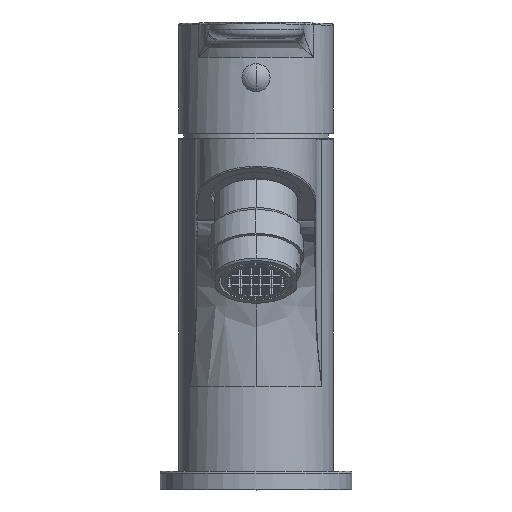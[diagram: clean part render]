
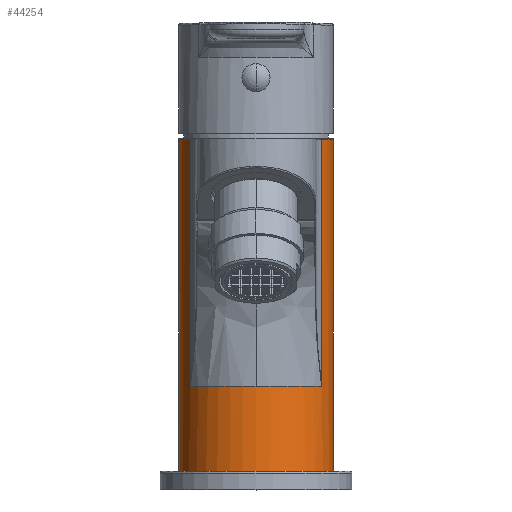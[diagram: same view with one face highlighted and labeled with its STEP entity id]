
A CAD part, top view. The second image highlights one B-rep face of the part: STEP entity #44254.
In plain terms, the highlighted cylindrical face has radius 21 mm (diameter 42 mm), a partial arc.
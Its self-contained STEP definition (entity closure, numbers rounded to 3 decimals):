
#4692=CARTESIAN_POINT('',(17.782,25.,11.171));
#4694=CARTESIAN_POINT('',(0.,25.,0.));
#4695=DIRECTION('',(0.,-1.,0.));
#4696=DIRECTION('',(0.847,0.,0.532));
#4697=AXIS2_PLACEMENT_3D('',#4694,#4695,#4696);
#4737=CARTESIAN_POINT('',(0.,2.,0.));
#4738=DIRECTION('',(0.,1.,0.));
#4739=DIRECTION('',(-1.,0.,0.));
#4740=AXIS2_PLACEMENT_3D('',#4737,#4738,#4739);
#4742=DIRECTION('',(0.,1.,0.));
#4743=VECTOR('',#4742,90.);
#4744=CARTESIAN_POINT('',(-21.,2.,0.));
#4745=LINE('',#4744,#4743);
#4746=CARTESIAN_POINT('',(0.,92.,0.));
#4747=DIRECTION('',(0.,1.,0.));
#4748=DIRECTION('',(-1.,0.,0.));
#4749=AXIS2_PLACEMENT_3D('',#4746,#4747,#4748);
#4751=DIRECTION('',(0.,1.,0.));
#4752=VECTOR('',#4751,67.);
#4753=CARTESIAN_POINT('',(-17.782,25.,11.171));
#4754=LINE('',#4753,#4752);
#4755=DIRECTION('',(0.,-1.,0.));
#4756=VECTOR('',#4755,67.);
#4757=CARTESIAN_POINT('',(17.782,92.,11.171));
#4758=LINE('',#4757,#4756);
#4759=CARTESIAN_POINT('',(0.,92.,0.));
#4760=DIRECTION('',(0.,1.,0.));
#4761=DIRECTION('',(0.847,0.,0.532));
#4762=AXIS2_PLACEMENT_3D('',#4759,#4760,#4761);
#24562=CARTESIAN_POINT('',(0.,25.,21.));
#24612=CARTESIAN_POINT('',(0.,25.,0.));
#24613=DIRECTION('',(0.,-1.,0.));
#24614=DIRECTION('',(0.,0.,1.));
#24615=AXIS2_PLACEMENT_3D('',#24612,#24613,#24614);
#24642=CARTESIAN_POINT('',(-17.782,25.,11.171));
#24659=DIRECTION('',(0.,1.,0.));
#24660=VECTOR('',#24659,90.);
#24661=CARTESIAN_POINT('',(21.,2.,0.));
#24662=LINE('',#24661,#24660);
#32892=VERTEX_POINT('',#24562);
#32923=VERTEX_POINT('',#4692);
#32955=VERTEX_POINT('',#24642);
#32962=CARTESIAN_POINT('',(17.782,92.,11.171));
#32963=VERTEX_POINT('',#32962);
#32966=CARTESIAN_POINT('',(-17.782,92.,11.171));
#32967=VERTEX_POINT('',#32966);
#33220=CARTESIAN_POINT('',(21.,92.,0.));
#33221=VERTEX_POINT('',#33220);
#33222=CARTESIAN_POINT('',(-21.,92.,0.));
#33223=VERTEX_POINT('',#33222);
#39805=CARTESIAN_POINT('',(21.,2.,0.));
#39806=CARTESIAN_POINT('',(-21.,2.,0.));
#39807=VERTEX_POINT('',#39805);
#39808=VERTEX_POINT('',#39806);
#44230=CARTESIAN_POINT('',(0.,0.,0.));
#44231=DIRECTION('',(0.,1.,0.));
#44232=DIRECTION('',(1.,0.,0.));
#44233=AXIS2_PLACEMENT_3D('',#44230,#44231,#44232);
#44234=CYLINDRICAL_SURFACE('',#44233,21.);
#44236=ORIENTED_EDGE('',*,*,#44235,.F.);
#44238=ORIENTED_EDGE('',*,*,#44237,.T.);
#44240=ORIENTED_EDGE('',*,*,#44239,.T.);
#44242=ORIENTED_EDGE('',*,*,#44241,.F.);
#44244=ORIENTED_EDGE('',*,*,#44243,.F.);
#44245=ORIENTED_EDGE('',*,*,#44213,.F.);
#44247=ORIENTED_EDGE('',*,*,#44246,.F.);
#44249=ORIENTED_EDGE('',*,*,#44248,.T.);
#44251=ORIENTED_EDGE('',*,*,#44250,.F.);
#44252=EDGE_LOOP('',(#44236,#44238,#44240,#44242,#44244,#44245,#44247,#44249,
#44251));
#44253=FACE_OUTER_BOUND('',#44252,.F.);
#44254=ADVANCED_FACE('',(#44253),#44234,.T.);
#4698=CIRCLE('',#4697,21.);
#4741=CIRCLE('',#4740,21.);
#4750=CIRCLE('',#4749,21.);
#4763=CIRCLE('',#4762,21.);
#24616=CIRCLE('',#24615,21.);
#44213=EDGE_CURVE('',#32923,#32892,#4698,.T.);
#44235=EDGE_CURVE('',#39808,#39807,#4741,.T.);
#44237=EDGE_CURVE('',#39808,#33223,#4745,.T.);
#44239=EDGE_CURVE('',#33223,#32967,#4750,.T.);
#44241=EDGE_CURVE('',#32955,#32967,#4754,.T.);
#44243=EDGE_CURVE('',#32892,#32955,#24616,.T.);
#44246=EDGE_CURVE('',#32963,#32923,#4758,.T.);
#44248=EDGE_CURVE('',#32963,#33221,#4763,.T.);
#44250=EDGE_CURVE('',#39807,#33221,#24662,.T.);
